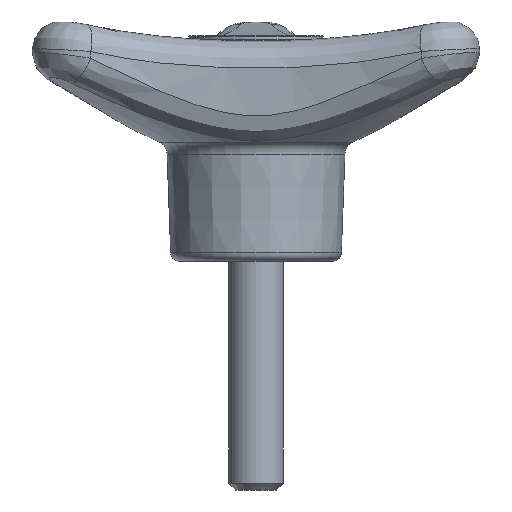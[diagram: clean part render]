
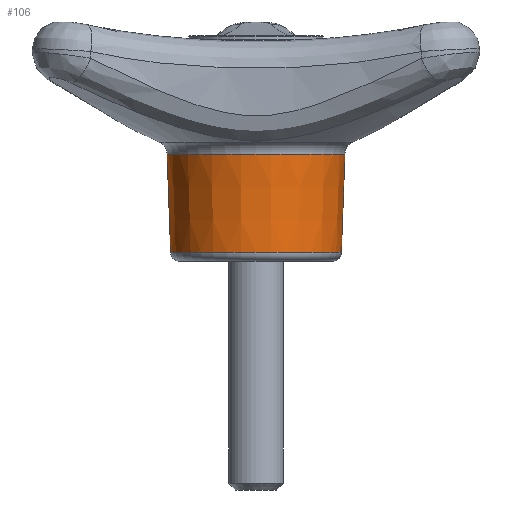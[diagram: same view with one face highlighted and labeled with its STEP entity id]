
A CAD part, front view. The second image highlights one B-rep face of the part: STEP entity #106.
In plain terms, the highlighted conical face has half-angle 2.04 degrees and reference radius 18.6 mm.
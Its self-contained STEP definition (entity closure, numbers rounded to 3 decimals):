
#106 = ADVANCED_FACE( '', ( #232, #233 ), #234, .T. );
#232 = FACE_BOUND( '', #2619, .T. );
#233 = FACE_OUTER_BOUND( '', #2620, .T. );
#234 = CONICAL_SURFACE( '', #2621, 18.6, 0.036 );
#2619 = EDGE_LOOP( '', ( #4164 ) );
#2620 = EDGE_LOOP( '', ( #4165 ) );
#2621 = AXIS2_PLACEMENT_3D( '', #4166, #4167, #4168 );
#4164 = ORIENTED_EDGE( '', *, *, #4329, .T. );
#4165 = ORIENTED_EDGE( '', *, *, #4269, .T. );
#4166 = CARTESIAN_POINT( '', ( 0., 0., 0. ) );
#4167 = DIRECTION( '', ( 0., 0., 1. ) );
#4168 = DIRECTION( '', ( 1., 0., 0. ) );
#4269 = EDGE_CURVE( '', #4376, #4376, #4377, .F. );
#4329 = EDGE_CURVE( '', #4465, #4465, #4466, .F. );
#4376 = VERTEX_POINT( '', #4720 );
#4377 = CIRCLE( '', #4721, 19.435 );
#4465 = VERTEX_POINT( '', #6382 );
#4466 = CIRCLE( '', #6383, 18.669 );
#4720 = CARTESIAN_POINT( '', ( 19.435, 0., 23.433 ) );
#4721 = AXIS2_PLACEMENT_3D( '', #6567, #6568, #6569 );
#6382 = CARTESIAN_POINT( '', ( -18.669, 0., 1.929 ) );
#6383 = AXIS2_PLACEMENT_3D( '', #6627, #6628, #6629 );
#6567 = CARTESIAN_POINT( '', ( 0., 0., 23.433 ) );
#6568 = DIRECTION( '', ( 0., 0., 1. ) );
#6569 = DIRECTION( '', ( 1., 0., 0. ) );
#6627 = CARTESIAN_POINT( '', ( 0., 0., 1.929 ) );
#6628 = DIRECTION( '', ( 0., 0., -1. ) );
#6629 = DIRECTION( '', ( -1., 0., 0. ) );
